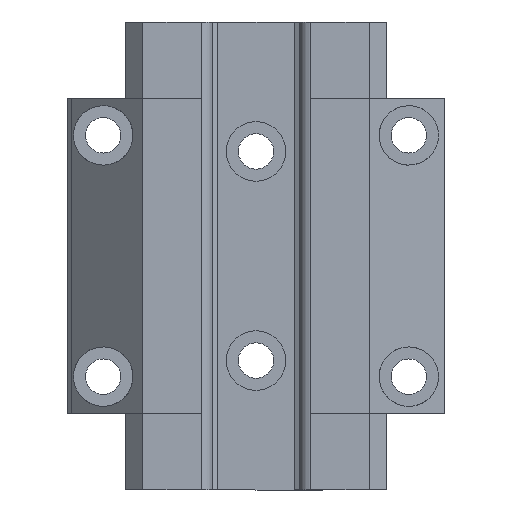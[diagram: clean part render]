
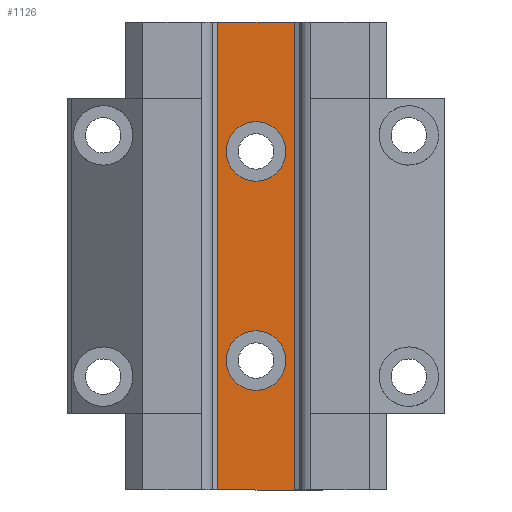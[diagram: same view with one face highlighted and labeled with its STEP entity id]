
A CAD part, front view. The second image highlights one B-rep face of the part: STEP entity #1126.
In plain terms, the highlighted planar face has unit normal (0, -1, 0).
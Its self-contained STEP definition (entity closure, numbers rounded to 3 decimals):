
#1126 = ADVANCED_FACE ( 'NONE', ( #5001, #5004, #5006 ), #6403, .F. ) ;
#2035 = ORIENTED_EDGE ( 'NONE', *, *, #3441, .F. ) ;
#2036 = ORIENTED_EDGE ( 'NONE', *, *, #3435, .F. ) ;
#2037 = ORIENTED_EDGE ( 'NONE', *, *, #3480, .T. ) ;
#2038 = ORIENTED_EDGE ( 'NONE', *, *, #3406, .F. ) ;
#2039 = ORIENTED_EDGE ( 'NONE', *, *, #3455, .F. ) ;
#2040 = ORIENTED_EDGE ( 'NONE', *, *, #3428, .F. ) ;
#2667 = EDGE_LOOP ( 'NONE', ( #2035 ) ) ;
#2668 = EDGE_LOOP ( 'NONE', ( #2036 ) ) ;
#2669 = EDGE_LOOP ( 'NONE', ( #2037, #2038, #2039, #2040 ) ) ;
#3406 = EDGE_CURVE ( 'NONE', #10107, #10367, #8347, .T. ) ;
#3428 = EDGE_CURVE ( 'NONE', #10129, #10384, #8378, .T. ) ;
#3435 = EDGE_CURVE ( 'NONE', #9632, #9632, #8406, .T. ) ;
#3441 = EDGE_CURVE ( 'NONE', #9634, #9634, #8415, .T. ) ;
#3455 = EDGE_CURVE ( 'NONE', #10384, #10107, #8432, .T. ) ;
#3480 = EDGE_CURVE ( 'NONE', #10129, #10367, #8474, .T. ) ;
#3922 = AXIS2_PLACEMENT_3D ( 'NONE', #6407, #6408, #6409 ) ;
#3949 = AXIS2_PLACEMENT_3D ( 'NONE', #7857, #7865, #7866 ) ;
#3952 = AXIS2_PLACEMENT_3D ( 'NONE', #7846, #7850, #7851 ) ;
#5001 = FACE_BOUND ( 'NONE', #2667, .T. ) ;
#5004 = FACE_BOUND ( 'NONE', #2668, .T. ) ;
#5006 = FACE_OUTER_BOUND ( 'NONE', #2669, .T. ) ;
#6403 = PLANE ( 'NONE',  #3922 ) ;
#6407 = CARTESIAN_POINT ( 'NONE',  ( 7.136, -7.5, 34.92 ) ) ;
#6408 = DIRECTION ( 'NONE',  ( 0., 1., 0. ) ) ;
#6409 = DIRECTION ( 'NONE',  ( 0., 0., 1. ) ) ;
#7781 = CARTESIAN_POINT ( 'NONE',  ( 7.136, -7.5, 34.92 ) ) ;
#7785 = DIRECTION ( 'NONE',  ( 0., 0., -1. ) ) ;
#7833 = CARTESIAN_POINT ( 'NONE',  ( -7.136, -7.5, 34.92 ) ) ;
#7834 = DIRECTION ( 'NONE',  ( 0., 0., 1. ) ) ;
#7846 = CARTESIAN_POINT ( 'NONE',  ( 0., -7.5, 13. ) ) ;
#7850 = DIRECTION ( 'NONE',  ( 0., -1., 0. ) ) ;
#7851 = DIRECTION ( 'NONE',  ( 0., 0., 1. ) ) ;
#7857 = CARTESIAN_POINT ( 'NONE',  ( 0., -7.5, -13. ) ) ;
#7865 = DIRECTION ( 'NONE',  ( 0., -1., 0. ) ) ;
#7866 = DIRECTION ( 'NONE',  ( 0., 0., 1. ) ) ;
#7899 = CARTESIAN_POINT ( 'NONE',  ( 7.136, -7.5, 29.1 ) ) ;
#7900 = DIRECTION ( 'NONE',  ( 1., 0., 0. ) ) ;
#7950 = CARTESIAN_POINT ( 'NONE',  ( 0., -7.5, -29.1 ) ) ;
#7959 = DIRECTION ( 'NONE',  ( 1., 0., 0. ) ) ;
#8347 = LINE ( 'NONE', #7781, #8353 ) ;
#8353 = VECTOR ( 'NONE', #7785, 1000. ) ;
#8378 = LINE ( 'NONE', #7833, #8392 ) ;
#8392 = VECTOR ( 'NONE', #7834, 1000. ) ;
#8406 = CIRCLE ( 'NONE', #3952, 3.7 ) ;
#8415 = CIRCLE ( 'NONE', #3949, 3.7 ) ;
#8432 = LINE ( 'NONE', #7899, #8434 ) ;
#8434 = VECTOR ( 'NONE', #7900, 1000. ) ;
#8474 = LINE ( 'NONE', #7950, #8476 ) ;
#8476 = VECTOR ( 'NONE', #7959, 1000. ) ;
#9557 = CARTESIAN_POINT ( 'NONE',  ( 7.136, -7.5, 29.1 ) ) ;
#9572 = CARTESIAN_POINT ( 'NONE',  ( -7.136, -7.5, -29.1 ) ) ;
#9598 = CARTESIAN_POINT ( 'NONE',  ( 7.136, -7.5, -29.1 ) ) ;
#9610 = CARTESIAN_POINT ( 'NONE',  ( -7.136, -7.5, 29.1 ) ) ;
#9632 = VERTEX_POINT ( 'NONE', #9633 ) ;
#9633 = CARTESIAN_POINT ( 'NONE',  ( 0., -7.5, 16.7 ) ) ;
#9634 = VERTEX_POINT ( 'NONE', #9635 ) ;
#9635 = CARTESIAN_POINT ( 'NONE',  ( 0., -7.5, -9.3 ) ) ;
#10107 = VERTEX_POINT ( 'NONE', #9557 ) ;
#10129 = VERTEX_POINT ( 'NONE', #9572 ) ;
#10367 = VERTEX_POINT ( 'NONE', #9598 ) ;
#10384 = VERTEX_POINT ( 'NONE', #9610 ) ;
